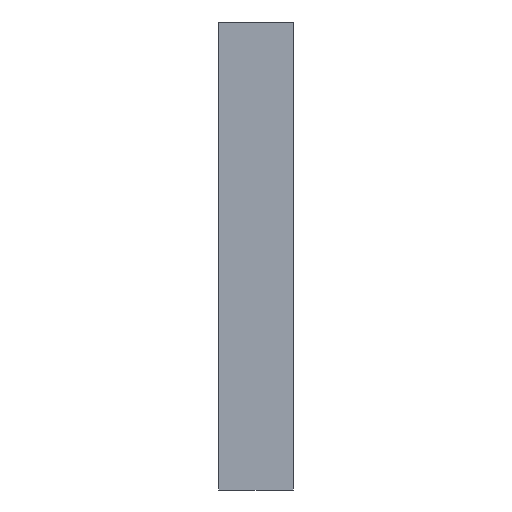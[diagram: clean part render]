
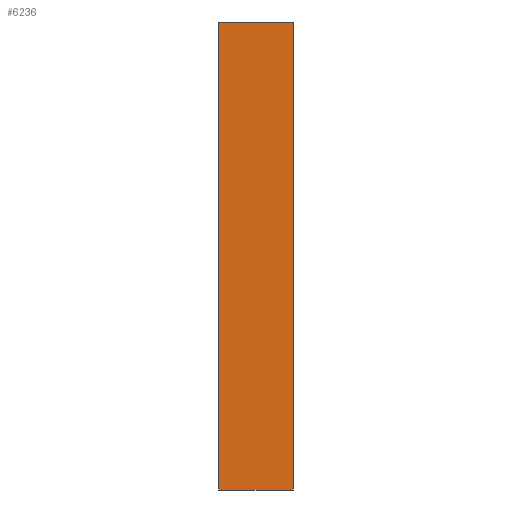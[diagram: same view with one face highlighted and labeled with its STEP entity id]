
A CAD part, left-side view. The second image highlights one B-rep face of the part: STEP entity #6236.
In plain terms, the highlighted planar face has unit normal (-1, 0, 0).
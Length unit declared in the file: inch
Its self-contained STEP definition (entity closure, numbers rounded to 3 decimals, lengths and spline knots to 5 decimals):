
#6151 = EDGE_CURVE ( 'NONE', #6179, #6172, #17645, .T. ) ;
#6172 = VERTEX_POINT ( 'NONE', #17688 ) ;
#6179 = VERTEX_POINT ( 'NONE', #17678 ) ;
#6236 = ADVANCED_FACE ( 'NONE', ( #17867 ), #17866, .T. ) ;
#6302 = EDGE_LOOP ( 'NONE', ( #6303, #6317, #6318, #6324 ) ) ;
#6303 = ORIENTED_EDGE ( 'NONE', *, *, #6312, .F. ) ;
#6312 = EDGE_CURVE ( 'NONE', #6172, #6315, #17910, .T. ) ;
#6315 = VERTEX_POINT ( 'NONE', #17901 ) ;
#6317 = ORIENTED_EDGE ( 'NONE', *, *, #6151, .F. ) ;
#6318 = ORIENTED_EDGE ( 'NONE', *, *, #6320, .T. ) ;
#6320 = EDGE_CURVE ( 'NONE', #6179, #6322, #17971, .T. ) ;
#6322 = VERTEX_POINT ( 'NONE', #17967 ) ;
#6324 = ORIENTED_EDGE ( 'NONE', *, *, #6326, .T. ) ;
#6326 = EDGE_CURVE ( 'NONE', #6322, #6315, #17966, .T. ) ;
#17642 = DIRECTION ( 'NONE',  ( 0., -1., 0. ) ) ;
#17643 = VECTOR ( 'NONE', #17642, 39.37008 ) ;
#17644 = CARTESIAN_POINT ( 'NONE',  ( -9.06237, 2., 6.25987 ) ) ;
#17645 = LINE ( 'NONE', #17644, #17643 ) ;
#17678 = CARTESIAN_POINT ( 'NONE',  ( -9.06237, 2., 6.25987 ) ) ;
#17688 = CARTESIAN_POINT ( 'NONE',  ( -9.06237, 0., 6.25987 ) ) ;
#17862 = DIRECTION ( 'NONE',  ( 0., 0., 1. ) ) ;
#17863 = DIRECTION ( 'NONE',  ( -1., 0., 0. ) ) ;
#17864 = CARTESIAN_POINT ( 'NONE',  ( -9.06237, 2., 6.25987 ) ) ;
#17865 = AXIS2_PLACEMENT_3D ( 'NONE', #17864, #17863, #17862 ) ;
#17866 = PLANE ( 'NONE',  #17865 ) ;
#17867 = FACE_OUTER_BOUND ( 'NONE', #6302, .T. ) ;
#17901 = CARTESIAN_POINT ( 'NONE',  ( -9.06237, 0., -6.25987 ) ) ;
#17902 = DIRECTION ( 'NONE',  ( 0., 0., -1. ) ) ;
#17903 = VECTOR ( 'NONE', #17902, 39.37008 ) ;
#17904 = CARTESIAN_POINT ( 'NONE',  ( -9.06237, 0., 6.25987 ) ) ;
#17910 = LINE ( 'NONE', #17904, #17903 ) ;
#17963 = DIRECTION ( 'NONE',  ( 0., -1., 0. ) ) ;
#17964 = VECTOR ( 'NONE', #17963, 39.37008 ) ;
#17965 = CARTESIAN_POINT ( 'NONE',  ( -9.06237, 2., -6.25987 ) ) ;
#17966 = LINE ( 'NONE', #17965, #17964 ) ;
#17967 = CARTESIAN_POINT ( 'NONE',  ( -9.06237, 2., -6.25987 ) ) ;
#17968 = DIRECTION ( 'NONE',  ( 0., 0., -1. ) ) ;
#17969 = VECTOR ( 'NONE', #17968, 39.37008 ) ;
#17970 = CARTESIAN_POINT ( 'NONE',  ( -9.06237, 2., 6.25987 ) ) ;
#17971 = LINE ( 'NONE', #17970, #17969 ) ;
